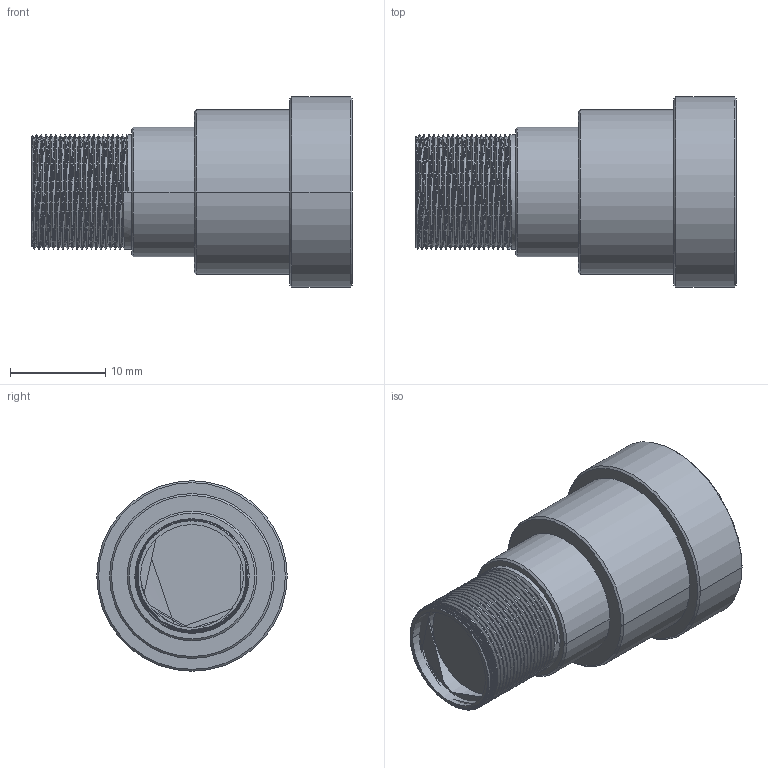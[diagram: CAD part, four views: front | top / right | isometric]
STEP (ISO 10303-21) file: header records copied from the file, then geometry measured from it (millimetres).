
FILE_DESCRIPTION(('Open CASCADE Model'),'2;1');
FILE_NAME('Open CASCADE Shape Model','2026-02-14T10:51:02',('Author'),( 'Open CASCADE'),'Open CASCADE STEP processor 7.7','Open CASCADE 7.7' ,'Unknown');
FILE_SCHEMA(('AUTOMOTIVE_DESIGN { 1 0 10303 214 1 1 1 1 }'));
Length unit declared in the file: millimetre
Products named in the file (2): Open CASCADE STEP translator 7.7 10; L159-35-M12
Assembly tree (1 placements, depth 2):
  Open CASCADE STEP translator 7.7 10
    L159-35-M12
Bounding box: 33.7 x 20 x 20 mm (x, y, z)
Volume: 6050.5 mm3; surface area: 2619 mm2
Topology: 1 solids, 1 shells, 79 faces, 198 edges, 128 vertices
Faces by surface type: cylinder 54, cone 11, plane 9, bspline 3, sphere 2
Entity records: 9410 total; most frequent: CARTESIAN_POINT 5731, DIRECTION 599, ORIENTED_EDGE 396, PCURVE 396, DEFINITIONAL_REPRESENTATION 396, LINE 337, VECTOR 337, EDGE_CURVE 198
